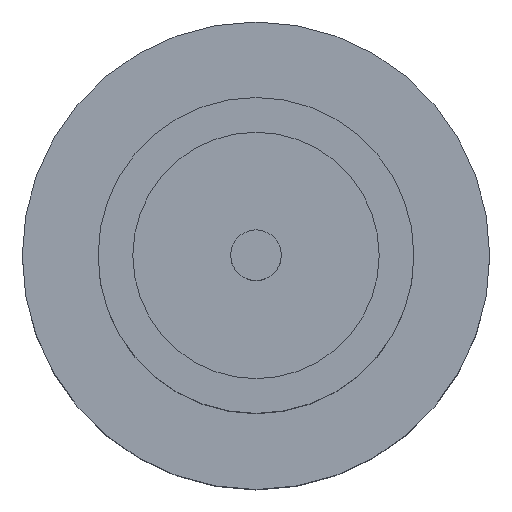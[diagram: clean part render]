
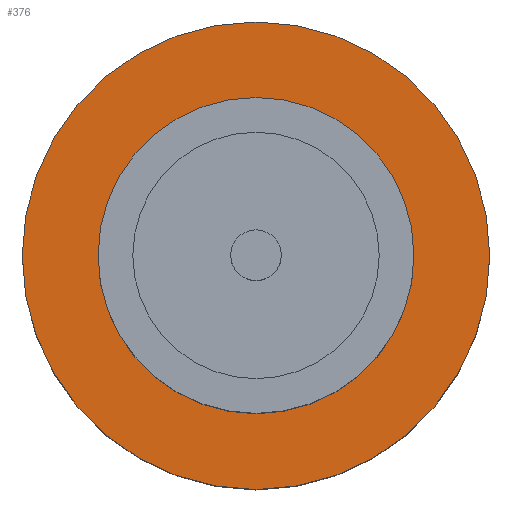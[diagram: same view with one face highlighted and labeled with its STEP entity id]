
A CAD part, top view. The second image highlights one B-rep face of the part: STEP entity #376.
In plain terms, the highlighted planar face has unit normal (0, 0, 1).
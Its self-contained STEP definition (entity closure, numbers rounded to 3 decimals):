
#27 = VERTEX_POINT ( 'NONE', #597 ) ;
#76 = EDGE_LOOP ( 'NONE', ( #149, #761 ) ) ;
#78 = DIRECTION ( 'NONE',  ( 0., 0., 1. ) ) ;
#87 = DIRECTION ( 'NONE',  ( 1., 0., 0. ) ) ;
#90 = AXIS2_PLACEMENT_3D ( 'NONE', #217, #78, #87 ) ;
#107 = CARTESIAN_POINT ( 'NONE',  ( 1.85, 0., 1.55 ) ) ;
#144 = CARTESIAN_POINT ( 'NONE',  ( 0., 0., 1.55 ) ) ;
#149 = ORIENTED_EDGE ( 'NONE', *, *, #532, .T. ) ;
#175 = VERTEX_POINT ( 'NONE', #107 ) ;
#217 = CARTESIAN_POINT ( 'NONE',  ( 0., 0., 1.55 ) ) ;
#222 = AXIS2_PLACEMENT_3D ( 'NONE', #381, #599, #722 ) ;
#253 = DIRECTION ( 'NONE',  ( 1., 0., 0. ) ) ;
#306 = CARTESIAN_POINT ( 'NONE',  ( 0., 0., 1.55 ) ) ;
#315 = FACE_OUTER_BOUND ( 'NONE', #76, .T. ) ;
#316 = CARTESIAN_POINT ( 'NONE',  ( -1.85, 0., 1.55 ) ) ;
#323 = ORIENTED_EDGE ( 'NONE', *, *, #492, .F. ) ;
#372 = CIRCLE ( 'NONE', #516, 1.25 ) ;
#373 = DIRECTION ( 'NONE',  ( 0., 0., 1. ) ) ;
#376 = ADVANCED_FACE ( 'NONE', ( #482, #315 ), #683, .T. ) ;
#381 = CARTESIAN_POINT ( 'NONE',  ( 0., 0., 1.55 ) ) ;
#399 = DIRECTION ( 'NONE',  ( 1., 0., 0. ) ) ;
#406 = DIRECTION ( 'NONE',  ( 0., 0., 1. ) ) ;
#428 = VERTEX_POINT ( 'NONE', #713 ) ;
#443 = CIRCLE ( 'NONE', #489, 1.85 ) ;
#449 = CARTESIAN_POINT ( 'NONE',  ( 0., 0., 1.55 ) ) ;
#475 = CIRCLE ( 'NONE', #90, 1.85 ) ;
#481 = AXIS2_PLACEMENT_3D ( 'NONE', #306, #373, #253 ) ;
#482 = FACE_BOUND ( 'NONE', #493, .T. ) ;
#486 = EDGE_CURVE ( 'NONE', #27, #428, #777, .T. ) ;
#489 = AXIS2_PLACEMENT_3D ( 'NONE', #144, #530, #749 ) ;
#492 = EDGE_CURVE ( 'NONE', #428, #27, #372, .T. ) ;
#493 = EDGE_LOOP ( 'NONE', ( #706, #323 ) ) ;
#516 = AXIS2_PLACEMENT_3D ( 'NONE', #449, #406, #399 ) ;
#530 = DIRECTION ( 'NONE',  ( 0., 0., 1. ) ) ;
#532 = EDGE_CURVE ( 'NONE', #743, #175, #475, .T. ) ;
#597 = CARTESIAN_POINT ( 'NONE',  ( 1.25, 0., 1.55 ) ) ;
#599 = DIRECTION ( 'NONE',  ( 0., 0., 1. ) ) ;
#683 = PLANE ( 'NONE',  #481 ) ;
#706 = ORIENTED_EDGE ( 'NONE', *, *, #486, .F. ) ;
#713 = CARTESIAN_POINT ( 'NONE',  ( -1.25, 0., 1.55 ) ) ;
#722 = DIRECTION ( 'NONE',  ( 1., 0., 0. ) ) ;
#743 = VERTEX_POINT ( 'NONE', #316 ) ;
#749 = DIRECTION ( 'NONE',  ( 1., 0., 0. ) ) ;
#761 = ORIENTED_EDGE ( 'NONE', *, *, #842, .T. ) ;
#777 = CIRCLE ( 'NONE', #222, 1.25 ) ;
#842 = EDGE_CURVE ( 'NONE', #175, #743, #443, .T. ) ;
